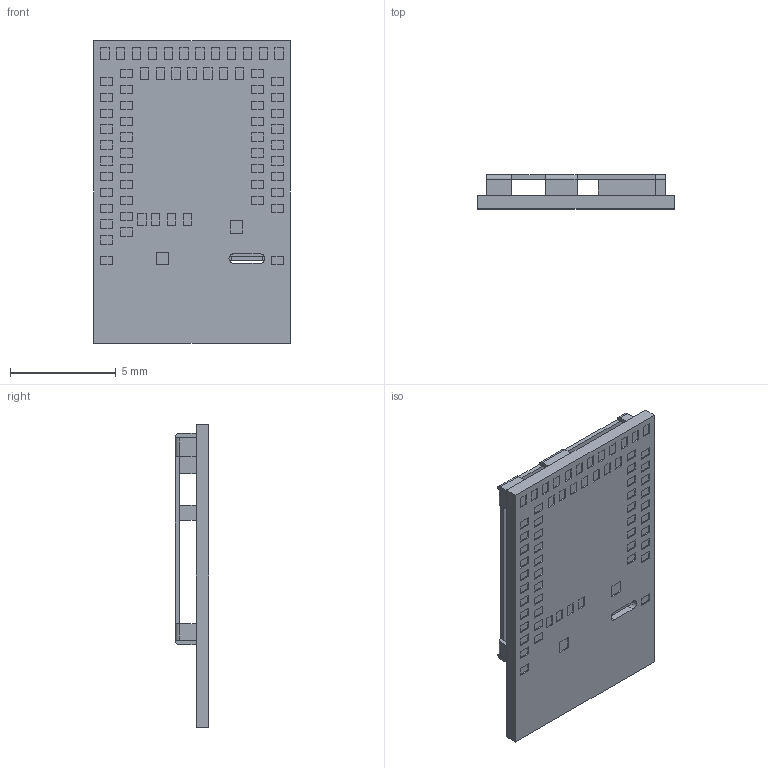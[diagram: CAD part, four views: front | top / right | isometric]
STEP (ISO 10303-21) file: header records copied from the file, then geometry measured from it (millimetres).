
FILE_DESCRIPTION((''),'2;1');
FILE_NAME('MDBT53-P','2022-06-02T10:37:16',('jack_wu'),(''),'CREO PARAMETRIC BY PTC INC, 2020053','CREO PARAMETRIC BY PTC INC, 2020053','');
FILE_SCHEMA(('CONFIG_CONTROL_DESIGN'));
Length unit declared in the file: millimetre
Products named in the file (1): MDBT53-P
Bounding box: 9.3 x 1.6 x 14.3 mm (x, y, z)
Volume: 96.5 mm3; surface area: 492 mm2
Topology: 2 solids, 2 shells, 421 faces, 1014 edges, 664 vertices
Faces by surface type: plane 409, cylinder 12
Entity records: 12004 total; most frequent: CARTESIAN_POINT 2099, ORIENTED_EDGE 2028, DIRECTION 1880, EDGE_CURVE 1014, VECTOR 990, LINE 990, VERTEX_POINT 664, EDGE_LOOP 490
